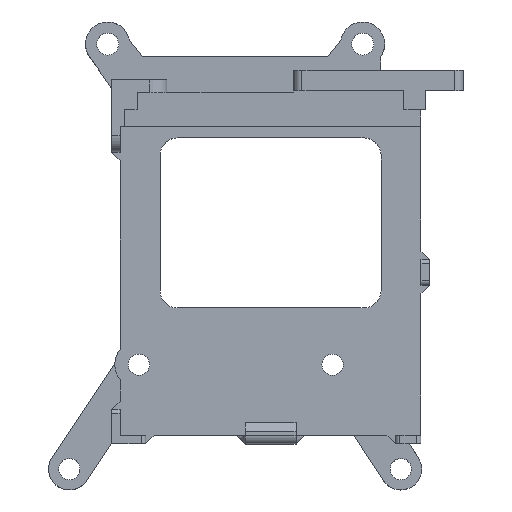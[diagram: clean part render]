
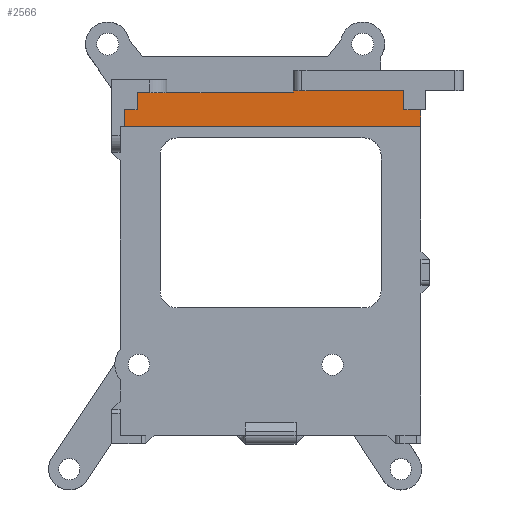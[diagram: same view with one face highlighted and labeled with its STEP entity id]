
A CAD part, top view. The second image highlights one B-rep face of the part: STEP entity #2566.
In plain terms, the highlighted planar face has unit normal (0, 0, 1).
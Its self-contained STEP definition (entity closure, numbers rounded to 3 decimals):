
#135=PLANE('',#2790);
#257=FACE_OUTER_BOUND('',#402,.T.);
#402=EDGE_LOOP('',(#2276,#2277,#2278,#2279,#2280,#2281,#2282,#2283,#2284));
#498=LINE('',#3781,#771);
#655=LINE('',#4277,#928);
#666=LINE('',#4304,#939);
#674=LINE('',#4327,#947);
#679=LINE('',#4337,#952);
#684=LINE('',#4347,#957);
#685=LINE('',#4348,#958);
#686=LINE('',#4350,#959);
#687=LINE('',#4351,#960);
#771=VECTOR('',#3027,10.);
#928=VECTOR('',#3360,10.);
#939=VECTOR('',#3389,10.);
#947=VECTOR('',#3407,10.);
#952=VECTOR('',#3418,10.);
#957=VECTOR('',#3429,10.);
#958=VECTOR('',#3430,10.);
#959=VECTOR('',#3431,10.);
#960=VECTOR('',#3432,10.);
#1150=VERTEX_POINT('',#3778);
#1151=VERTEX_POINT('',#3780);
#1273=VERTEX_POINT('',#4274);
#1274=VERTEX_POINT('',#4276);
#1280=VERTEX_POINT('',#4302);
#1281=VERTEX_POINT('',#4303);
#1290=VERTEX_POINT('',#4323);
#1295=VERTEX_POINT('',#4346);
#1296=VERTEX_POINT('',#4349);
#1420=EDGE_CURVE('',#1151,#1150,#498,.T.);
#1614=EDGE_CURVE('',#1274,#1273,#655,.T.);
#1627=EDGE_CURVE('',#1280,#1281,#666,.T.);
#1639=EDGE_CURVE('',#1281,#1290,#674,.T.);
#1644=EDGE_CURVE('',#1273,#1290,#679,.T.);
#1649=EDGE_CURVE('',#1295,#1280,#684,.T.);
#1650=EDGE_CURVE('',#1295,#1151,#685,.T.);
#1651=EDGE_CURVE('',#1150,#1296,#686,.T.);
#1652=EDGE_CURVE('',#1296,#1274,#687,.T.);
#2276=ORIENTED_EDGE('',*,*,#1627,.F.);
#2277=ORIENTED_EDGE('',*,*,#1649,.F.);
#2278=ORIENTED_EDGE('',*,*,#1650,.T.);
#2279=ORIENTED_EDGE('',*,*,#1420,.T.);
#2280=ORIENTED_EDGE('',*,*,#1651,.T.);
#2281=ORIENTED_EDGE('',*,*,#1652,.T.);
#2282=ORIENTED_EDGE('',*,*,#1614,.T.);
#2283=ORIENTED_EDGE('',*,*,#1644,.T.);
#2284=ORIENTED_EDGE('',*,*,#1639,.F.);
#2566=ADVANCED_FACE('',(#257),#135,.T.);
#2790=AXIS2_PLACEMENT_3D('',#4345,#3427,#3428);
#3027=DIRECTION('',(-1.,0.,0.));
#3360=DIRECTION('',(0.,1.,0.));
#3389=DIRECTION('',(1.,0.,0.));
#3407=DIRECTION('',(0.,-1.,0.));
#3418=DIRECTION('',(-1.,0.,0.));
#3427=DIRECTION('center_axis',(0.,0.,
1.));
#3428=DIRECTION('ref_axis',(1.,0.,0.));
#3429=DIRECTION('',(0.,1.,0.));
#3430=DIRECTION('',(-1.,0.,0.));
#3431=DIRECTION('',(0.,-1.,0.));
#3432=DIRECTION('',(1.,0.,0.));
#3778=CARTESIAN_POINT('',(-13.033,12.914,6.945));
#3780=CARTESIAN_POINT('',(-8.033,12.914,6.945));
#3781=CARTESIAN_POINT('',(8.906,12.914,6.945));
#4274=CARTESIAN_POINT('',(21.867,10.914,6.945));
#4276=CARTESIAN_POINT('',(21.867,8.914,6.945));
#4277=CARTESIAN_POINT('',(21.867,6.351,6.945));
#4302=CARTESIAN_POINT('',(6.867,13.114,6.945));
#4303=CARTESIAN_POINT('',(21.367,13.114,6.945));
#4304=CARTESIAN_POINT('',(9.488,13.114,6.945));
#4323=CARTESIAN_POINT('',(21.367,10.914,6.945));
#4327=CARTESIAN_POINT('',(21.367,13.114,6.945));
#4337=CARTESIAN_POINT('',(21.242,10.914,6.945));
#4345=CARTESIAN_POINT('Origin',(6.867,12.914,6.945));
#4346=CARTESIAN_POINT('',(6.867,12.914,6.945));
#4347=CARTESIAN_POINT('',(6.867,12.914,6.945));
#4348=CARTESIAN_POINT('',(8.906,12.914,6.945));
#4349=CARTESIAN_POINT('',(-13.033,8.914,6.945));
#4350=CARTESIAN_POINT('',(-13.033,11.914,6.945));
#4351=CARTESIAN_POINT('',(-5.72,8.914,6.945));
